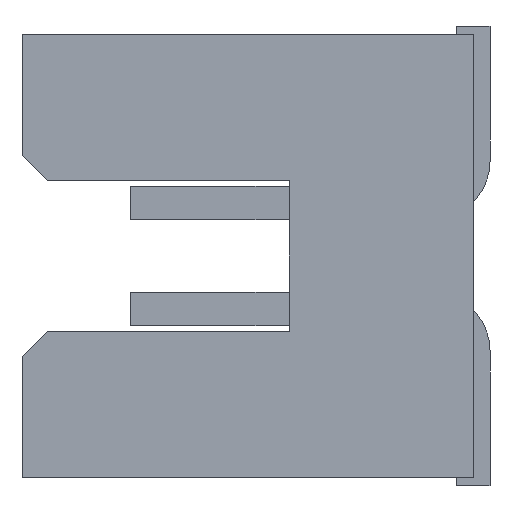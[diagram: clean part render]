
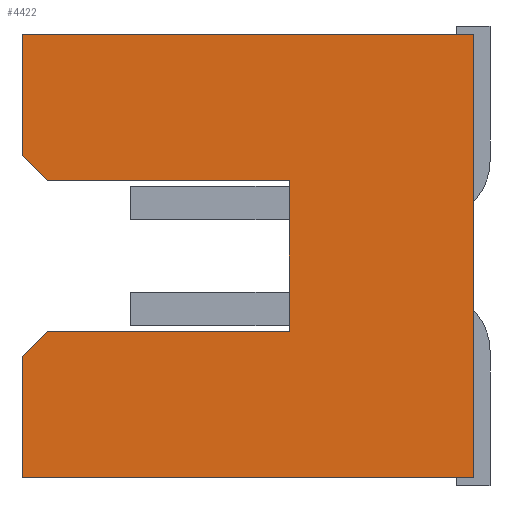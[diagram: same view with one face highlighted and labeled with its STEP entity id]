
A CAD part, left-side view. The second image highlights one B-rep face of the part: STEP entity #4422.
In plain terms, the highlighted planar face has unit normal (-1, 0, 0).
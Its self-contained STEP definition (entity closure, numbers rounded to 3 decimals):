
#77 = ORIENTED_EDGE ( 'NONE', *, *, #1566, .T. ) ;
#137 = LINE ( 'NONE', #219, #1174 ) ;
#164 = LINE ( 'NONE', #4660, #1258 ) ;
#219 = CARTESIAN_POINT ( 'NONE',  ( -3.4, 0.2, -2.65 ) ) ;
#292 = DIRECTION ( 'NONE',  ( -1., 0., 0. ) ) ;
#513 = EDGE_CURVE ( 'NONE', #2797, #2961, #164, .T. ) ;
#562 = CARTESIAN_POINT ( 'NONE',  ( -3.4, 0.2, -2.65 ) ) ;
#651 = CARTESIAN_POINT ( 'NONE',  ( -3.4, 2.4, 0.9 ) ) ;
#711 = PLANE ( 'NONE',  #3705 ) ;
#716 = CARTESIAN_POINT ( 'NONE',  ( -3.4, 2.4, -0.9 ) ) ;
#768 = CARTESIAN_POINT ( 'NONE',  ( -3.4, 5.6, -1.2 ) ) ;
#844 = LINE ( 'NONE', #2502, #5226 ) ;
#1018 = VECTOR ( 'NONE', #1622, 1000. ) ;
#1102 = ORIENTED_EDGE ( 'NONE', *, *, #3348, .F. ) ;
#1174 = VECTOR ( 'NONE', #4234, 1000. ) ;
#1258 = VECTOR ( 'NONE', #3459, 1000. ) ;
#1472 = CARTESIAN_POINT ( 'NONE',  ( -3.4, 5.6, -2.65 ) ) ;
#1555 = VECTOR ( 'NONE', #4149, 1000. ) ;
#1566 = EDGE_CURVE ( 'NONE', #2938, #4534, #4530, .T. ) ;
#1617 = VECTOR ( 'NONE', #3432, 1000. ) ;
#1622 = DIRECTION ( 'NONE',  ( 0., -1., 0. ) ) ;
#1662 = EDGE_CURVE ( 'NONE', #2826, #5080, #137, .T. ) ;
#1724 = DIRECTION ( 'NONE',  ( 0., -1., 0. ) ) ;
#1787 = CARTESIAN_POINT ( 'NONE',  ( -3.4, 5.6, -2.65 ) ) ;
#1813 = LINE ( 'NONE', #1787, #1617 ) ;
#1827 = LINE ( 'NONE', #562, #2857 ) ;
#1916 = LINE ( 'NONE', #3556, #3502 ) ;
#1931 = EDGE_CURVE ( 'NONE', #4814, #2938, #844, .T. ) ;
#2062 = DIRECTION ( 'NONE',  ( 0., 1., 0. ) ) ;
#2170 = EDGE_CURVE ( 'NONE', #3524, #4441, #1916, .T. ) ;
#2308 = CARTESIAN_POINT ( 'NONE',  ( -3.4, 5.3, 0.9 ) ) ;
#2360 = ORIENTED_EDGE ( 'NONE', *, *, #4138, .T. ) ;
#2502 = CARTESIAN_POINT ( 'NONE',  ( -3.4, 2.4, -2.65 ) ) ;
#2510 = LINE ( 'NONE', #3734, #1555 ) ;
#2664 = CARTESIAN_POINT ( 'NONE',  ( -3.4, 0.2, -2.65 ) ) ;
#2764 = FACE_OUTER_BOUND ( 'NONE', #3002, .T. ) ;
#2797 = VERTEX_POINT ( 'NONE', #1472 ) ;
#2826 = VERTEX_POINT ( 'NONE', #2664 ) ;
#2857 = VECTOR ( 'NONE', #1724, 1000. ) ;
#2868 = CARTESIAN_POINT ( 'NONE',  ( -3.4, 0.2, 2.65 ) ) ;
#2927 = DIRECTION ( 'NONE',  ( 0., 0., -1. ) ) ;
#2938 = VERTEX_POINT ( 'NONE', #716 ) ;
#2961 = VERTEX_POINT ( 'NONE', #768 ) ;
#3002 = EDGE_LOOP ( 'NONE', ( #77, #3268, #4569, #3904, #4098, #1102, #4419, #4278, #2360, #3609 ) ) ;
#3228 = EDGE_CURVE ( 'NONE', #5256, #3524, #1813, .T. ) ;
#3268 = ORIENTED_EDGE ( 'NONE', *, *, #5286, .T. ) ;
#3348 = EDGE_CURVE ( 'NONE', #5256, #5080, #3913, .T. ) ;
#3392 = CARTESIAN_POINT ( 'NONE',  ( -3.4, 0.2, 2.65 ) ) ;
#3432 = DIRECTION ( 'NONE',  ( 0., 0., -1. ) ) ;
#3444 = VECTOR ( 'NONE', #4562, 1000. ) ;
#3459 = DIRECTION ( 'NONE',  ( 0., 0., 1. ) ) ;
#3502 = VECTOR ( 'NONE', #3532, 1000. ) ;
#3524 = VERTEX_POINT ( 'NONE', #4352 ) ;
#3532 = DIRECTION ( 'NONE',  ( 0., -0.707, -0.707 ) ) ;
#3556 = CARTESIAN_POINT ( 'NONE',  ( -3.4, 5.6, 1.2 ) ) ;
#3587 = DIRECTION ( 'NONE',  ( 0., 0., 1. ) ) ;
#3609 = ORIENTED_EDGE ( 'NONE', *, *, #1931, .T. ) ;
#3705 = AXIS2_PLACEMENT_3D ( 'NONE', #3997, #292, #3587 ) ;
#3734 = CARTESIAN_POINT ( 'NONE',  ( -3.4, 5.3, -0.9 ) ) ;
#3904 = ORIENTED_EDGE ( 'NONE', *, *, #5078, .T. ) ;
#3913 = LINE ( 'NONE', #2868, #1018 ) ;
#3997 = CARTESIAN_POINT ( 'NONE',  ( -3.4, 0.2, -2.65 ) ) ;
#4098 = ORIENTED_EDGE ( 'NONE', *, *, #1662, .T. ) ;
#4135 = CARTESIAN_POINT ( 'NONE',  ( -3.4, 5.3, -0.9 ) ) ;
#4138 = EDGE_CURVE ( 'NONE', #4441, #4814, #4957, .T. ) ;
#4149 = DIRECTION ( 'NONE',  ( 0., 0.707, -0.707 ) ) ;
#4234 = DIRECTION ( 'NONE',  ( 0., 0., 1. ) ) ;
#4278 = ORIENTED_EDGE ( 'NONE', *, *, #2170, .T. ) ;
#4352 = CARTESIAN_POINT ( 'NONE',  ( -3.4, 5.6, 1.2 ) ) ;
#4419 = ORIENTED_EDGE ( 'NONE', *, *, #3228, .T. ) ;
#4422 = ADVANCED_FACE ( 'NONE', ( #2764 ), #711, .T. ) ;
#4441 = VERTEX_POINT ( 'NONE', #2308 ) ;
#4484 = CARTESIAN_POINT ( 'NONE',  ( -3.4, 0.2, 0.9 ) ) ;
#4530 = LINE ( 'NONE', #5010, #4545 ) ;
#4534 = VERTEX_POINT ( 'NONE', #4135 ) ;
#4545 = VECTOR ( 'NONE', #2062, 1000. ) ;
#4562 = DIRECTION ( 'NONE',  ( 0., -1., 0. ) ) ;
#4569 = ORIENTED_EDGE ( 'NONE', *, *, #513, .F. ) ;
#4660 = CARTESIAN_POINT ( 'NONE',  ( -3.4, 5.6, 0. ) ) ;
#4814 = VERTEX_POINT ( 'NONE', #651 ) ;
#4957 = LINE ( 'NONE', #4484, #3444 ) ;
#5010 = CARTESIAN_POINT ( 'NONE',  ( -3.4, 0.2, -0.9 ) ) ;
#5078 = EDGE_CURVE ( 'NONE', #2797, #2826, #1827, .T. ) ;
#5080 = VERTEX_POINT ( 'NONE', #3392 ) ;
#5226 = VECTOR ( 'NONE', #2927, 1000. ) ;
#5256 = VERTEX_POINT ( 'NONE', #5335 ) ;
#5286 = EDGE_CURVE ( 'NONE', #4534, #2961, #2510, .T. ) ;
#5335 = CARTESIAN_POINT ( 'NONE',  ( -3.4, 5.6, 2.65 ) ) ;
